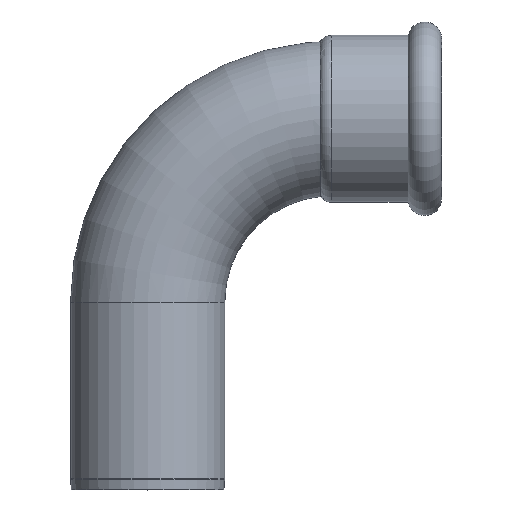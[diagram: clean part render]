
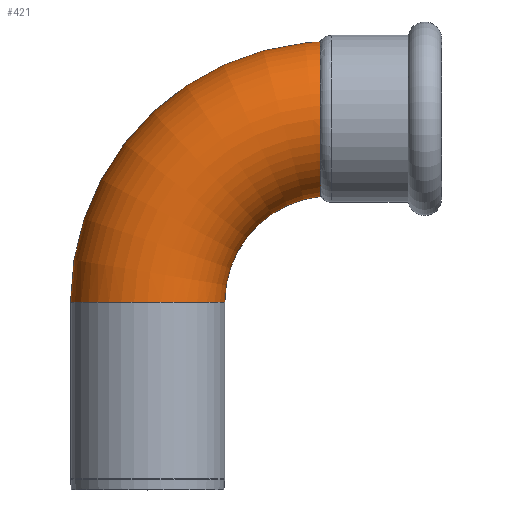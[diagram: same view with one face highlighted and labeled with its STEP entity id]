
A CAD part, top view. The second image highlights one B-rep face of the part: STEP entity #421.
In plain terms, the highlighted toroidal (fillet/blend) face has major radius 50 mm and minor radius 21 mm.
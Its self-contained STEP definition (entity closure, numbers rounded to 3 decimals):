
#15=B_SPLINE_CURVE_WITH_KNOTS('',3,(#778,#779,#780,#781,#782,#783,#784,
#785,#786,#787,#788,#789),.UNSPECIFIED.,.F.,.F.,(4,2,2,2,2,4),(6.917,
7.392,8.209,9.029,9.851,10.239),
 .UNSPECIFIED.);
#16=B_SPLINE_CURVE_WITH_KNOTS('',3,(#791,#792,#793,#794,#795,#796,#797,
#798,#799,#800,#801,#802,#803,#804,#805,#806,#807,#808,#809,#810),
 .UNSPECIFIED.,.F.,.F.,(4,2,2,2,2,2,2,2,2,4),(0.292,0.82,
1.64,2.46,3.281,4.104,4.928,
5.753,6.575,6.917),.UNSPECIFIED.);
#17=B_SPLINE_CURVE_WITH_KNOTS('',3,(#811,#812,#813,#814,#815,#816,#817,
#818,#819,#820,#821,#822,#823,#824,#825),.UNSPECIFIED.,.F.,.F.,(4,2,2,2,
2,3,4),(10.239,10.675,11.497,12.318,
12.782,13.246,13.539),.UNSPECIFIED.);
#64=FACE_OUTER_BOUND('',#83,.T.);
#83=EDGE_LOOP('',(#354,#355,#356,#357,#358,#359,#360));
#126=CIRCLE('',#495,21.);
#127=CIRCLE('',#496,21.);
#136=CIRCLE('',#508,29.);
#175=VERTEX_POINT('',#763);
#176=VERTEX_POINT('',#764);
#180=VERTEX_POINT('',#775);
#181=VERTEX_POINT('',#777);
#182=VERTEX_POINT('',#790);
#235=EDGE_CURVE('',#175,#176,#126,.T.);
#237=EDGE_CURVE('',#176,#175,#127,.T.);
#242=EDGE_CURVE('',#181,#180,#15,.T.);
#243=EDGE_CURVE('',#182,#181,#16,.T.);
#244=EDGE_CURVE('',#180,#182,#17,.T.);
#252=EDGE_CURVE('',#181,#176,#136,.T.);
#354=ORIENTED_EDGE('',*,*,#243,.T.);
#355=ORIENTED_EDGE('',*,*,#252,.T.);
#356=ORIENTED_EDGE('',*,*,#235,.F.);
#357=ORIENTED_EDGE('',*,*,#237,.F.);
#358=ORIENTED_EDGE('',*,*,#252,.F.);
#359=ORIENTED_EDGE('',*,*,#242,.T.);
#360=ORIENTED_EDGE('',*,*,#244,.T.);
#405=TOROIDAL_SURFACE('',#507,50.,21.);
#421=ADVANCED_FACE('',(#64),#405,.T.);
#495=AXIS2_PLACEMENT_3D('',#765,#623,#624);
#496=AXIS2_PLACEMENT_3D('',#767,#626,#627);
#507=AXIS2_PLACEMENT_3D('',#881,#648,#649);
#508=AXIS2_PLACEMENT_3D('',#882,#650,#651);
#623=DIRECTION('center_axis',(0.,-1.,0.));
#624=DIRECTION('ref_axis',(-1.,0.,0.));
#626=DIRECTION('center_axis',(0.,-1.,0.));
#627=DIRECTION('ref_axis',(-1.,0.,0.));
#648=DIRECTION('center_axis',(0.,0.,
-1.));
#649=DIRECTION('ref_axis',(-1.,0.,0.));
#650=DIRECTION('center_axis',(0.,0.,
1.));
#651=DIRECTION('ref_axis',(-1.,0.,0.));
#763=CARTESIAN_POINT('',(-80.,-50.,21.));
#764=CARTESIAN_POINT('',(-59.,-50.,0.));
#765=CARTESIAN_POINT('Origin',(-80.,-50.,0.));
#767=CARTESIAN_POINT('Origin',(-80.,-50.,0.));
#775=CARTESIAN_POINT('',(-33.002,0.,21.));
#777=CARTESIAN_POINT('',(-32.909,-21.146,0.));
#778=CARTESIAN_POINT('Ctrl Pts',(-32.909,-21.146,0.));
#779=CARTESIAN_POINT('Ctrl Pts',(-32.909,-21.146,1.578));
#780=CARTESIAN_POINT('Ctrl Pts',(-32.91,-20.968,3.155));
#781=CARTESIAN_POINT('Ctrl Pts',(-32.917,-20.,7.352));
#782=CARTESIAN_POINT('Ctrl Pts',(-32.925,-18.877,9.858));
#783=CARTESIAN_POINT('Ctrl Pts',(-32.944,-15.732,14.314));
#784=CARTESIAN_POINT('Ctrl Pts',(-32.954,-13.736,16.219));
#785=CARTESIAN_POINT('Ctrl Pts',(-32.974,-9.119,19.165));
#786=CARTESIAN_POINT('Ctrl Pts',(-32.983,-6.54,20.175));
#787=CARTESIAN_POINT('Ctrl Pts',(-32.995,-2.571,20.893));
#788=CARTESIAN_POINT('Ctrl Pts',(-32.998,-1.285,21.005));
#789=CARTESIAN_POINT('Ctrl Pts',(-33.002,0.,
21.));
#790=CARTESIAN_POINT('',(-33.04,20.935,0.));
#791=CARTESIAN_POINT('Ctrl Pts',(-33.04,20.935,0.));
#792=CARTESIAN_POINT('Ctrl Pts',(-33.04,20.935,-1.75));
#793=CARTESIAN_POINT('Ctrl Pts',(-33.039,20.716,-3.497));
#794=CARTESIAN_POINT('Ctrl Pts',(-33.038,19.603,-7.847));
#795=CARTESIAN_POINT('Ctrl Pts',(-33.036,18.415,-10.337));
#796=CARTESIAN_POINT('Ctrl Pts',(-33.032,15.151,-14.723));
#797=CARTESIAN_POINT('Ctrl Pts',(-33.029,13.105,-16.577));
#798=CARTESIAN_POINT('Ctrl Pts',(-33.02,8.416,-19.399));
#799=CARTESIAN_POINT('Ctrl Pts',(-33.015,5.817,-20.339));
#800=CARTESIAN_POINT('Ctrl Pts',(-33.003,0.4,-21.172));
#801=CARTESIAN_POINT('Ctrl Pts',(-32.996,-2.367,-21.055));
#802=CARTESIAN_POINT('Ctrl Pts',(-32.979,-7.703,-19.768));
#803=CARTESIAN_POINT('Ctrl Pts',(-32.969,-10.223,-18.608));
#804=CARTESIAN_POINT('Ctrl Pts',(-32.949,-14.675,-15.387));
#805=CARTESIAN_POINT('Ctrl Pts',(-32.939,-16.565,-13.356));
#806=CARTESIAN_POINT('Ctrl Pts',(-32.921,-19.453,-8.688));
#807=CARTESIAN_POINT('Ctrl Pts',(-32.914,-20.424,-6.098));
#808=CARTESIAN_POINT('Ctrl Pts',(-32.91,-21.054,-2.269));
#809=CARTESIAN_POINT('Ctrl Pts',(-32.909,-21.146,-1.134));
#810=CARTESIAN_POINT('Ctrl Pts',(-32.909,-21.146,0.));
#811=CARTESIAN_POINT('Ctrl Pts',(-33.002,0.,
21.));
#812=CARTESIAN_POINT('Ctrl Pts',(-33.005,1.447,20.994));
#813=CARTESIAN_POINT('Ctrl Pts',(-33.009,2.892,20.838));
#814=CARTESIAN_POINT('Ctrl Pts',(-33.018,6.994,19.961));
#815=CARTESIAN_POINT('Ctrl Pts',(-33.023,9.536,18.871));
#816=CARTESIAN_POINT('Ctrl Pts',(-33.03,14.056,15.777));
#817=CARTESIAN_POINT('Ctrl Pts',(-33.033,15.99,13.805));
#818=CARTESIAN_POINT('Ctrl Pts',(-33.036,18.341,10.223));
#819=CARTESIAN_POINT('Ctrl Pts',(-33.037,19.045,8.84));
#820=CARTESIAN_POINT('Ctrl Pts',(-33.039,20.135,5.943));
#821=CARTESIAN_POINT('Ctrl Pts',(-33.039,20.518,4.439));
#822=CARTESIAN_POINT('Ctrl Pts',(-33.039,20.733,2.907));
#823=CARTESIAN_POINT('Ctrl Pts',(-33.04,20.868,1.942));
#824=CARTESIAN_POINT('Ctrl Pts',(-33.04,20.935,0.97));
#825=CARTESIAN_POINT('Ctrl Pts',(-33.04,20.935,0.));
#881=CARTESIAN_POINT('Origin',(-30.,-50.,0.));
#882=CARTESIAN_POINT('Origin',(-30.,-50.,0.));
